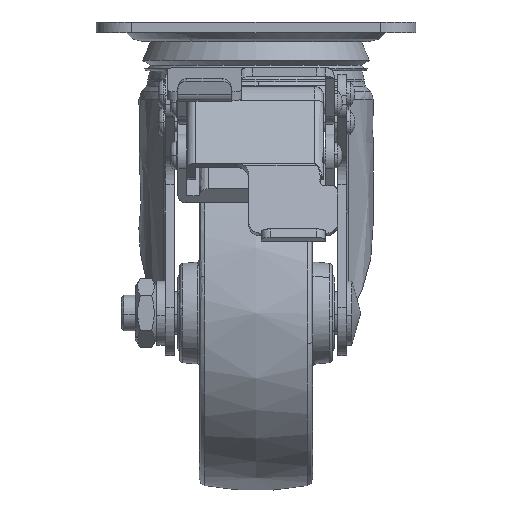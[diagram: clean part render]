
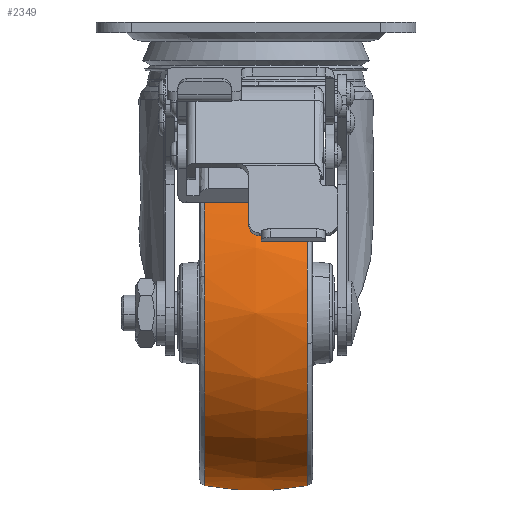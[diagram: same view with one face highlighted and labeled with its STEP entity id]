
A CAD part, left-side view. The second image highlights one B-rep face of the part: STEP entity #2349.
In plain terms, the highlighted free-form (B-spline) face has degree [2, 2] with [5, 5] control points.
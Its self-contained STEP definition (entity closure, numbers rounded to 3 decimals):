
#2066=CARTESIAN_POINT('',(-82.858,-14.384,-90.507));
#2067=VERTEX_POINT('',#2066);
#2068=CARTESIAN_POINT('',(-35.0,-14.384,-130.608));
#2069=VERTEX_POINT('',#2068);
#2070=CARTESIAN_POINT('',(-82.858,-14.384,-90.507));
#2071=CARTESIAN_POINT('',(-75.729,-14.384,-130.608));
#2072=CARTESIAN_POINT('',(-35.0,-14.384,-130.608));
#2080=(BOUNDED_CURVE()B_SPLINE_CURVE(2,(#2070,#2071,#2072),.UNSPECIFIED.,.F.,.U.)B_SPLINE_CURVE_WITH_KNOTS((3,3),(0.78,1.0),.UNSPECIFIED.)CURVE()GEOMETRIC_REPRESENTATION_ITEM()RATIONAL_B_SPLINE_CURVE((0.938,0.742,1.0))REPRESENTATION_ITEM(''));
#2081=EDGE_CURVE('',#2067,#2069,#2080,.T.);
#2154=CARTESIAN_POINT('',(-35.0,-14.384,-33.392));
#2155=VERTEX_POINT('',#2154);
#2156=CARTESIAN_POINT('',(-35.0,-14.384,-33.392));
#2157=CARTESIAN_POINT('',(-83.608,-14.384,-33.392));
#2158=CARTESIAN_POINT('',(-83.608,-14.384,-82.));
#2159=CARTESIAN_POINT('',(-83.608,-14.384,-86.287));
#2160=CARTESIAN_POINT('',(-82.858,-14.384,-90.507));
#2168=(BOUNDED_CURVE()B_SPLINE_CURVE(2,(#2156,#2157,#2158,#2159,#2160),.UNSPECIFIED.,.F.,.U.)B_SPLINE_CURVE_WITH_KNOTS((3,2,3),(0.5,0.75,0.78),.UNSPECIFIED.)CURVE()GEOMETRIC_REPRESENTATION_ITEM()RATIONAL_B_SPLINE_CURVE((1.0,0.707,1.0,0.965,0.938))REPRESENTATION_ITEM(''));
#2169=EDGE_CURVE('',#2155,#2067,#2168,.T.);
#2224=CARTESIAN_POINT('',(-35.0,14.384,-130.608));
#2225=VERTEX_POINT('',#2224);
#2226=CARTESIAN_POINT('',(-35.0,-14.384,-130.608));
#2227=CARTESIAN_POINT('',(-35.0,-9.797,-131.505));
#2228=CARTESIAN_POINT('',(-35.0,-0.154,-132.466));
#2229=CARTESIAN_POINT('',(-35.0,9.501,-131.563));
#2230=CARTESIAN_POINT('',(-35.0,14.384,-130.608));
#2231=B_SPLINE_CURVE_WITH_KNOTS('',3,(#2226,#2227,#2228,#2229,#2230),.UNSPECIFIED.,.F.,.U.,(4,1,4),(0.,14.021,28.946),.UNSPECIFIED.);
#2232=EDGE_CURVE('',#2069,#2225,#2231,.T.);
#2249=CARTESIAN_POINT('',(-35.0,14.384,-33.392));
#2250=VERTEX_POINT('',#2249);
#2266=CARTESIAN_POINT('',(-35.0,-14.384,-33.392));
#2267=CARTESIAN_POINT('',(-35.0,-11.572,-32.843));
#2268=CARTESIAN_POINT('',(-35.0,-6.335,-32.128));
#2269=CARTESIAN_POINT('',(-35.0,3.32,-31.837));
#2270=CARTESIAN_POINT('',(-35.0,10.093,-32.553));
#2271=CARTESIAN_POINT('',(-35.0,14.384,-33.392));
#2272=B_SPLINE_CURVE_WITH_KNOTS('',3,(#2266,#2267,#2268,#2269,#2270,#2271),.UNSPECIFIED.,.F.,.U.,(4,1,1,4),(0.,8.594,15.83,28.946),.UNSPECIFIED.);
#2273=EDGE_CURVE('',#2155,#2250,#2272,.T.);
#2280=CARTESIAN_POINT('',(-35.0,-15.837,-33.691));
#2281=CARTESIAN_POINT('',(-35.,-8.009,-32.));
#2282=CARTESIAN_POINT('',(-35.0,0.,-32.));
#2283=CARTESIAN_POINT('',(-35.0,8.009,-32.));
#2284=CARTESIAN_POINT('',(-35.0,15.837,-33.691));
#2285=CARTESIAN_POINT('',(-83.309,-15.837,-33.691));
#2286=CARTESIAN_POINT('',(-85.,-8.009,-32.));
#2287=CARTESIAN_POINT('',(-85.,0.,-32.));
#2288=CARTESIAN_POINT('',(-85.,8.009,-32.));
#2289=CARTESIAN_POINT('',(-83.309,15.837,-33.691));
#2290=CARTESIAN_POINT('',(-83.309,-15.837,-82.));
#2291=CARTESIAN_POINT('',(-85.,-8.009,-82.));
#2292=CARTESIAN_POINT('',(-85.,0.,-82.));
#2293=CARTESIAN_POINT('',(-85.,8.009,-82.));
#2294=CARTESIAN_POINT('',(-83.309,15.837,-82.));
#2295=CARTESIAN_POINT('',(-83.309,-15.837,-130.309));
#2296=CARTESIAN_POINT('',(-85.,-8.009,-132.));
#2297=CARTESIAN_POINT('',(-85.,0.,-132.));
#2298=CARTESIAN_POINT('',(-85.,8.009,-132.));
#2299=CARTESIAN_POINT('',(-83.309,15.837,-130.309));
#2300=CARTESIAN_POINT('',(-35.0,-15.837,-130.309));
#2301=CARTESIAN_POINT('',(-35.,-8.009,-132.));
#2302=CARTESIAN_POINT('',(-35.0,0.,-132.));
#2303=CARTESIAN_POINT('',(-35.0,8.009,-132.));
#2304=CARTESIAN_POINT('',(-35.0,15.837,-130.309));
#2312=(BOUNDED_SURFACE()B_SPLINE_SURFACE(2,2,((#2280,#2285,#2290,#2295,#2300),(#2281,#2286,#2291,#2296,#2301),(#2282,#2287,#2292,#2297,#2302),(#2283,#2288,#2293,#2298,#2303),(#2284,#2289,#2294,#2299,#2304)),.UNSPECIFIED.,.F.,.F.,.U.)B_SPLINE_SURFACE_WITH_KNOTS((3,2,3),(3,2,3),(0.0,16.375,32.75),(0.0,82.843,165.685),.UNSPECIFIED.)GEOMETRIC_REPRESENTATION_ITEM()RATIONAL_B_SPLINE_SURFACE(((0.946,0.669,0.946,0.669,0.946),(0.967,0.684,0.967,0.684,0.967),(1.0,0.707,1.0,0.707,1.0),(0.967,0.684,0.967,0.684,0.967),(0.946,0.669,0.946,0.669,0.946)))REPRESENTATION_ITEM('')SURFACE());
#2313=ORIENTED_EDGE('',*,*,#2232,.F.);
#2314=ORIENTED_EDGE('',*,*,#2081,.F.);
#2315=ORIENTED_EDGE('',*,*,#2169,.F.);
#2316=ORIENTED_EDGE('',*,*,#2273,.T.);
#2317=CARTESIAN_POINT('',(-82.503,14.384,-71.695));
#2318=VERTEX_POINT('',#2317);
#2319=CARTESIAN_POINT('',(-35.0,14.384,-33.392));
#2320=CARTESIAN_POINT('',(-74.194,14.384,-33.392));
#2321=CARTESIAN_POINT('',(-82.503,14.384,-71.695));
#2329=(BOUNDED_CURVE()B_SPLINE_CURVE(2,(#2319,#2320,#2321),.UNSPECIFIED.,.F.,.U.)B_SPLINE_CURVE_WITH_KNOTS((3,3),(0.5,0.714),.UNSPECIFIED.)CURVE()GEOMETRIC_REPRESENTATION_ITEM()RATIONAL_B_SPLINE_CURVE((1.0,0.75,0.927))REPRESENTATION_ITEM(''));
#2330=EDGE_CURVE('',#2250,#2318,#2329,.T.);
#2331=ORIENTED_EDGE('',*,*,#2330,.T.);
#2332=CARTESIAN_POINT('',(-82.503,14.384,-71.695));
#2333=CARTESIAN_POINT('',(-83.608,14.384,-76.788));
#2334=CARTESIAN_POINT('',(-83.608,14.384,-82.));
#2335=CARTESIAN_POINT('',(-83.608,14.384,-130.608));
#2336=CARTESIAN_POINT('',(-35.0,14.384,-130.608));
#2344=(BOUNDED_CURVE()B_SPLINE_CURVE(2,(#2332,#2333,#2334,#2335,#2336),.UNSPECIFIED.,.F.,.U.)B_SPLINE_CURVE_WITH_KNOTS((3,2,3),(0.714,0.75,1.0),.UNSPECIFIED.)CURVE()GEOMETRIC_REPRESENTATION_ITEM()RATIONAL_B_SPLINE_CURVE((0.927,0.957,1.0,0.707,1.0))REPRESENTATION_ITEM(''));
#2345=EDGE_CURVE('',#2318,#2225,#2344,.T.);
#2346=ORIENTED_EDGE('',*,*,#2345,.T.);
#2347=EDGE_LOOP('',(#2313,#2314,#2315,#2316,#2331,#2346));
#2348=FACE_OUTER_BOUND('',#2347,.T.);
#2349=ADVANCED_FACE('',(#2348),#2312,.T.);
